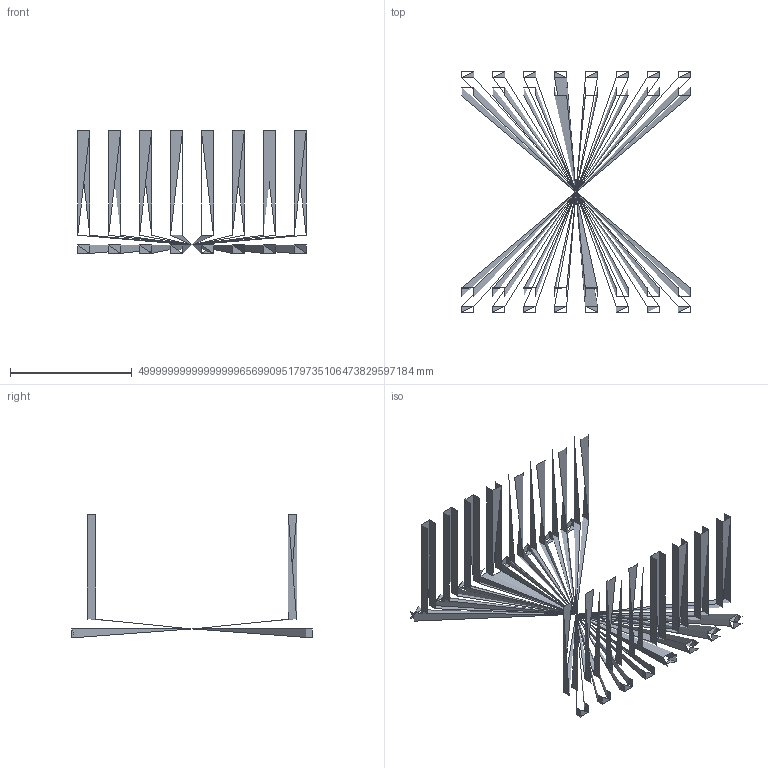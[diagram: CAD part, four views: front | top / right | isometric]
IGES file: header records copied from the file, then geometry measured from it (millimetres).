
Start section: C
Global section: file name: 7490120110.igs; native system: By Siemens PLM Incorporated; preprocessor: XPlus GENERIC/IGES 17.0.49; author: Author; organization: Title; date: 20151119.145422; units: millimetre
Bounding box: 9390000000000001454228319820961352950902423552 x 9900000000000000160261316496956803087589179392 x 5049999999999999851267532110991811403864604672 mm (x, y, z)
Volume: 53270719800791839267588850963578901404506390528 mm3; surface area: 898.8 mm2
Topology: 18 solids, 18 shells, 405 faces, 1066 edges, 704 vertices
Faces by surface type: bspline 405
